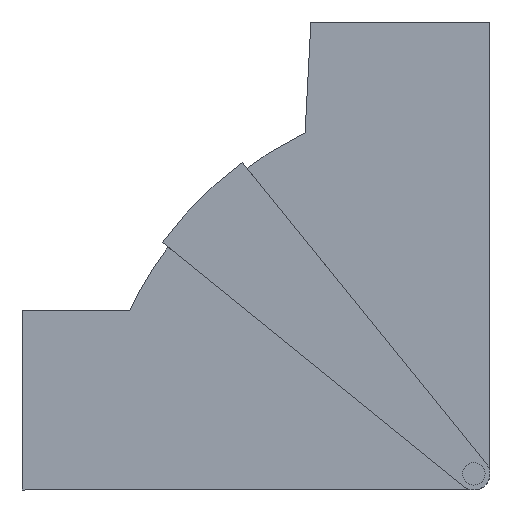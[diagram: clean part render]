
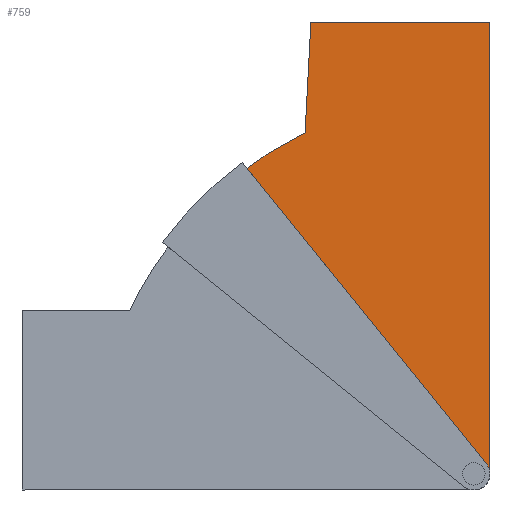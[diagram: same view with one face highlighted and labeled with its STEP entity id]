
A CAD part, front view. The second image highlights one B-rep face of the part: STEP entity #759.
In plain terms, the highlighted face is planar.
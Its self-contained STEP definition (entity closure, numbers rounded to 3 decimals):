
#32 = VERTEX_POINT ( 'NONE', #1535 ) ;
#40 = AXIS2_PLACEMENT_3D ( 'NONE', #2305, #2220, #420 ) ;
#61 = AXIS2_PLACEMENT_3D ( 'NONE', #1614, #1980, #852 ) ;
#68 = DIRECTION ( 'NONE',  ( 0.999, 0., 0.052 ) ) ;
#69 = CIRCLE ( 'NONE', #40, 5. ) ;
#99 = LINE ( 'NONE', #983, #424 ) ;
#100 = EDGE_CURVE ( 'NONE', #1579, #32, #217, .T. ) ;
#158 = VERTEX_POINT ( 'NONE', #442 ) ;
#188 = EDGE_CURVE ( 'NONE', #158, #1277, #391, .T. ) ;
#203 = VECTOR ( 'NONE', #1264, 1000. ) ;
#217 = LINE ( 'NONE', #1414, #203 ) ;
#222 = EDGE_CURVE ( 'NONE', #1277, #1579, #499, .T. ) ;
#242 = EDGE_CURVE ( 'NONE', #1796, #487, #485, .T. ) ;
#272 = EDGE_CURVE ( 'NONE', #32, #605, #69, .T. ) ;
#298 = EDGE_CURVE ( 'NONE', #605, #933, #99, .T. ) ;
#369 = VECTOR ( 'NONE', #68, 1000. ) ;
#391 = LINE ( 'NONE', #1318, #369 ) ;
#420 = DIRECTION ( 'NONE',  ( 0., 0., 1. ) ) ;
#424 = VECTOR ( 'NONE', #1795, 1000. ) ;
#442 = CARTESIAN_POINT ( 'NONE',  ( -140., 85., 50.5 ) ) ;
#485 = CIRCLE ( 'NONE', #61, 2.6 ) ;
#487 = VERTEX_POINT ( 'NONE', #2455 ) ;
#499 = CIRCLE ( 'NONE', #2417, 118. ) ;
#605 = VERTEX_POINT ( 'NONE', #1657 ) ;
#636 = DIRECTION ( 'NONE',  ( 0., 0., 1. ) ) ;
#705 = ORIENTED_EDGE ( 'NONE', *, *, #188, .T. ) ;
#759 = ADVANCED_FACE ( 'NONE', ( #2303, #2356 ), #2186, .F. ) ;
#785 = CARTESIAN_POINT ( 'NONE',  ( -105.78, 85., 52.293 ) ) ;
#825 = DIRECTION ( 'NONE',  ( 0., -1., 0. ) ) ;
#828 = ORIENTED_EDGE ( 'NONE', *, *, #100, .T. ) ;
#852 = DIRECTION ( 'NONE',  ( 0., 0., 1. ) ) ;
#880 = VECTOR ( 'NONE', #1244, 1000. ) ;
#892 = ORIENTED_EDGE ( 'NONE', *, *, #1081, .T. ) ;
#933 = VERTEX_POINT ( 'NONE', #1046 ) ;
#983 = CARTESIAN_POINT ( 'NONE',  ( -140., 85., -5. ) ) ;
#1046 = CARTESIAN_POINT ( 'NONE',  ( -140., 85., -5. ) ) ;
#1050 = CARTESIAN_POINT ( 'NONE',  ( 0., 85., -2.6 ) ) ;
#1081 = EDGE_CURVE ( 'NONE', #933, #158, #1091, .T. ) ;
#1091 = LINE ( 'NONE', #1998, #880 ) ;
#1093 = EDGE_LOOP ( 'NONE', ( #892, #705, #2344, #828, #2419, #1960 ) ) ;
#1096 = AXIS2_PLACEMENT_3D ( 'NONE', #2339, #2332, #2328 ) ;
#1144 = CARTESIAN_POINT ( 'NONE',  ( 0., 85., 0. ) ) ;
#1244 = DIRECTION ( 'NONE',  ( 0., 0., 1. ) ) ;
#1258 = ORIENTED_EDGE ( 'NONE', *, *, #242, .F. ) ;
#1264 = DIRECTION ( 'NONE',  ( 0.719, 0., -0.695 ) ) ;
#1277 = VERTEX_POINT ( 'NONE', #785 ) ;
#1318 = CARTESIAN_POINT ( 'NONE',  ( -140., 85., 50.5 ) ) ;
#1368 = DIRECTION ( 'NONE',  ( 0., 1., 0. ) ) ;
#1378 = ORIENTED_EDGE ( 'NONE', *, *, #1413, .F. ) ;
#1413 = EDGE_CURVE ( 'NONE', #487, #1796, #1908, .T. ) ;
#1414 = CARTESIAN_POINT ( 'NONE',  ( -1.907, 85., 4.622 ) ) ;
#1535 = CARTESIAN_POINT ( 'NONE',  ( -1.907, 85., 4.622 ) ) ;
#1572 = DIRECTION ( 'NONE',  ( 0., 0., 1. ) ) ;
#1579 = VERTEX_POINT ( 'NONE', #1730 ) ;
#1614 = CARTESIAN_POINT ( 'NONE',  ( 0., 85., 0. ) ) ;
#1639 = AXIS2_PLACEMENT_3D ( 'NONE', #1144, #825, #636 ) ;
#1657 = CARTESIAN_POINT ( 'NONE',  ( 0., 85., -5. ) ) ;
#1662 = CARTESIAN_POINT ( 'NONE',  ( 0., 85., 0. ) ) ;
#1730 = CARTESIAN_POINT ( 'NONE',  ( -83.481, 85., 83.397 ) ) ;
#1795 = DIRECTION ( 'NONE',  ( -1., 0., 0. ) ) ;
#1796 = VERTEX_POINT ( 'NONE', #1050 ) ;
#1908 = CIRCLE ( 'NONE', #1096, 2.6 ) ;
#1960 = ORIENTED_EDGE ( 'NONE', *, *, #298, .T. ) ;
#1980 = DIRECTION ( 'NONE',  ( 0., 1., 0. ) ) ;
#1998 = CARTESIAN_POINT ( 'NONE',  ( -140., 85., -5. ) ) ;
#2186 = PLANE ( 'NONE',  #1639 ) ;
#2220 = DIRECTION ( 'NONE',  ( 0., 1., 0. ) ) ;
#2270 = EDGE_LOOP ( 'NONE', ( #1258, #1378 ) ) ;
#2303 = FACE_OUTER_BOUND ( 'NONE', #1093, .T. ) ;
#2305 = CARTESIAN_POINT ( 'NONE',  ( 0., 85., 0. ) ) ;
#2328 = DIRECTION ( 'NONE',  ( 0., 0., 1. ) ) ;
#2332 = DIRECTION ( 'NONE',  ( 0., 1., 0. ) ) ;
#2339 = CARTESIAN_POINT ( 'NONE',  ( 0., 85., 0. ) ) ;
#2344 = ORIENTED_EDGE ( 'NONE', *, *, #222, .T. ) ;
#2356 = FACE_BOUND ( 'NONE', #2270, .T. ) ;
#2417 = AXIS2_PLACEMENT_3D ( 'NONE', #1662, #1368, #1572 ) ;
#2419 = ORIENTED_EDGE ( 'NONE', *, *, #272, .T. ) ;
#2455 = CARTESIAN_POINT ( 'NONE',  ( 0., 85., 2.6 ) ) ;
